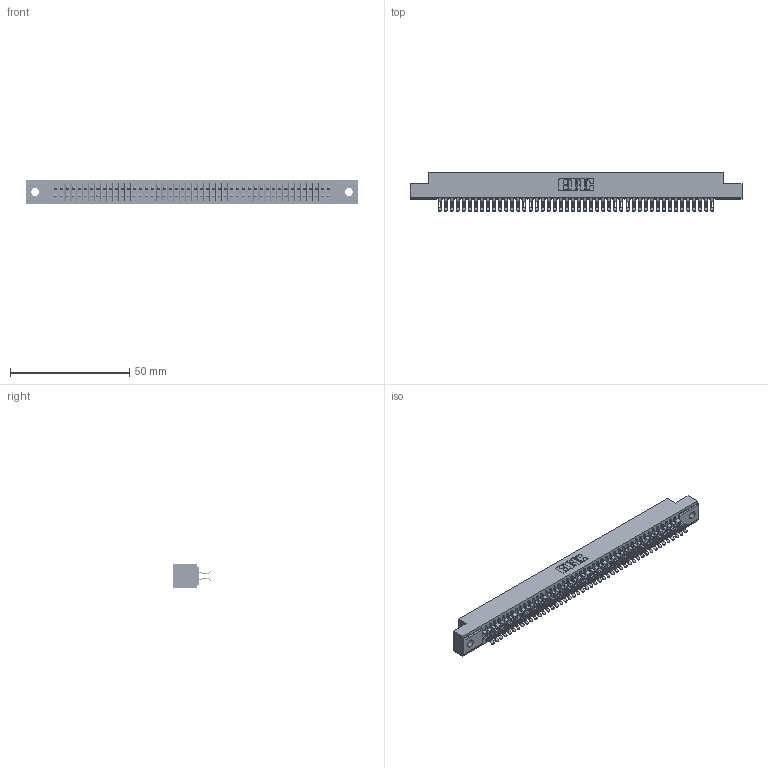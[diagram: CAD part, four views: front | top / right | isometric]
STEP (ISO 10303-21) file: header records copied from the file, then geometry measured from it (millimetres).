
FILE_DESCRIPTION (( 'STEP AP203' ), '1' );
FILE_NAME ('341-092-555-202.STEP', '2018-08-08T00:43:35', ( '' ), ( '' ), 'SwSTEP 2.0', 'SolidWorks 2016', '' );
FILE_SCHEMA (( 'CONFIG_CONTROL_DESIGN' ));
Length unit declared in the file: inch
Products named in the file (3): 341 Part_.128 (3.25) Dia Mounting Holes; 341-292-001_341-292-155; 341-092-555-202
Assembly tree (93 placements, depth 2):
  341-092-555-202
    341 Part_.128 (3.25) Dia Mounting Holes
    341-292-001_341-292-155  x92
Bounding box: 139.06 x 16.31 x 10.16 mm (x, y, z)
Volume: 10349.6 mm3; surface area: 18998.1 mm2
Topology: 93 solids, 93 shells, 7292 faces, 21798 edges, 14190 vertices
Faces by surface type: plane 3932, cylinder 3176, sphere 94, torus 90
Entity records: 55609 total; most frequent: CARTESIAN_POINT 9260, ORIENTED_EDGE 9192, DIRECTION 8974, EDGE_CURVE 4596, LINE 3702, VECTOR 3702, VERTEX_POINT 2906, AXIS2_PLACEMENT_3D 2636
